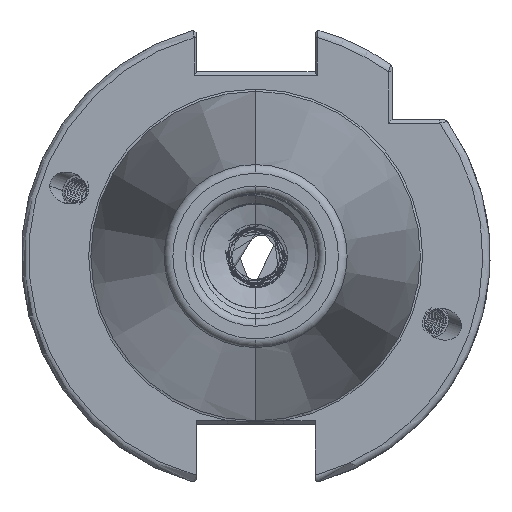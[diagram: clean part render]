
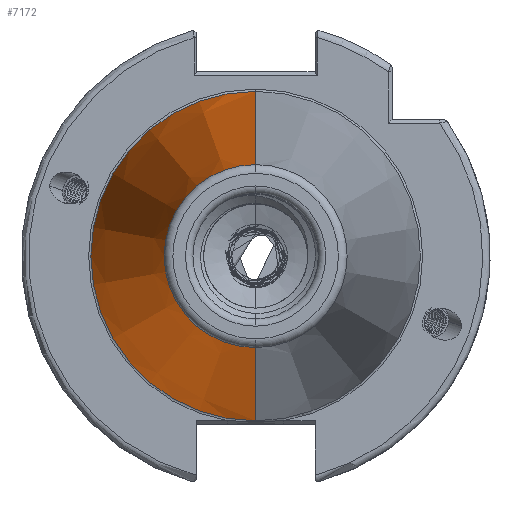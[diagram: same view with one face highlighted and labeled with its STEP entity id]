
A CAD part, left-side view. The second image highlights one B-rep face of the part: STEP entity #7172.
In plain terms, the highlighted conical face has half-angle 8.297 degrees and reference radius 22.692 mm.
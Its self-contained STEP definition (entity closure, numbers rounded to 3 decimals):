
#655 = DIRECTION ( 'NONE',  ( 0., 0., -1. ) ) ;
#667 = DIRECTION ( 'NONE',  ( 1., 0., 0. ) ) ;
#671 = CARTESIAN_POINT ( 'NONE',  ( -2.5, 0., 0. ) ) ;
#1814 = VERTEX_POINT ( 'NONE', #18979 ) ;
#1912 = AXIS2_PLACEMENT_3D ( 'NONE', #4785, #4787, #4764 ) ;
#2431 = AXIS2_PLACEMENT_3D ( 'NONE', #671, #667, #655 ) ;
#4764 = DIRECTION ( 'NONE',  ( 0., 0., 1. ) ) ;
#4785 = CARTESIAN_POINT ( 'NONE',  ( -70.573, 0., 0. ) ) ;
#4787 = DIRECTION ( 'NONE',  ( 1., 0., 0. ) ) ;
#5299 = EDGE_CURVE ( 'NONE', #8361, #8389, #8488, .T. ) ;
#5342 = EDGE_CURVE ( 'NONE', #8416, #8361, #8536, .T. ) ;
#5350 = EDGE_CURVE ( 'NONE', #1814, #8389, #8608, .T. ) ;
#5702 = EDGE_CURVE ( 'NONE', #8416, #1814, #8861, .T. ) ;
#5856 = EDGE_LOOP ( 'NONE', ( #15903, #15887, #15909, #15912 ) ) ;
#7172 = ADVANCED_FACE ( 'NONE', ( #11590 ), #11618, .T. ) ;
#8361 = VERTEX_POINT ( 'NONE', #14990 ) ;
#8389 = VERTEX_POINT ( 'NONE', #14946 ) ;
#8416 = VERTEX_POINT ( 'NONE', #15020 ) ;
#8488 = CIRCLE ( 'NONE', #2431, 22.327 ) ;
#8536 = LINE ( 'NONE', #14560, #8538 ) ;
#8538 = VECTOR ( 'NONE', #14542, 1000. ) ;
#8596 = VECTOR ( 'NONE', #14629, 1000. ) ;
#8608 = LINE ( 'NONE', #14620, #8596 ) ;
#8861 = CIRCLE ( 'NONE', #1912, 12.4 ) ;
#11590 = FACE_OUTER_BOUND ( 'NONE', #5856, .T. ) ;
#11618 = CONICAL_SURFACE ( 'NONE', #13088, 22.692, 0.145 ) ;
#13088 = AXIS2_PLACEMENT_3D ( 'NONE', #14864, #14858, #14844 ) ;
#14542 = DIRECTION ( 'NONE',  ( 0.99, 0., -0.144 ) ) ;
#14560 = CARTESIAN_POINT ( 'NONE',  ( 0., 0., -22.692 ) ) ;
#14620 = CARTESIAN_POINT ( 'NONE',  ( 0., 0., 22.692 ) ) ;
#14629 = DIRECTION ( 'NONE',  ( 0.99, 0., 0.144 ) ) ;
#14844 = DIRECTION ( 'NONE',  ( 0., 0., -1. ) ) ;
#14858 = DIRECTION ( 'NONE',  ( 1., 0., 0. ) ) ;
#14864 = CARTESIAN_POINT ( 'NONE',  ( 0., 0., 0. ) ) ;
#14946 = CARTESIAN_POINT ( 'NONE',  ( -2.5, 0., 22.327 ) ) ;
#14990 = CARTESIAN_POINT ( 'NONE',  ( -2.5, 0., -22.327 ) ) ;
#15020 = CARTESIAN_POINT ( 'NONE',  ( -70.573, 0., -12.4 ) ) ;
#15887 = ORIENTED_EDGE ( 'NONE', *, *, #5350, .T. ) ;
#15903 = ORIENTED_EDGE ( 'NONE', *, *, #5702, .T. ) ;
#15909 = ORIENTED_EDGE ( 'NONE', *, *, #5299, .F. ) ;
#15912 = ORIENTED_EDGE ( 'NONE', *, *, #5342, .F. ) ;
#18979 = CARTESIAN_POINT ( 'NONE',  ( -70.573, 0., 12.4 ) ) ;
